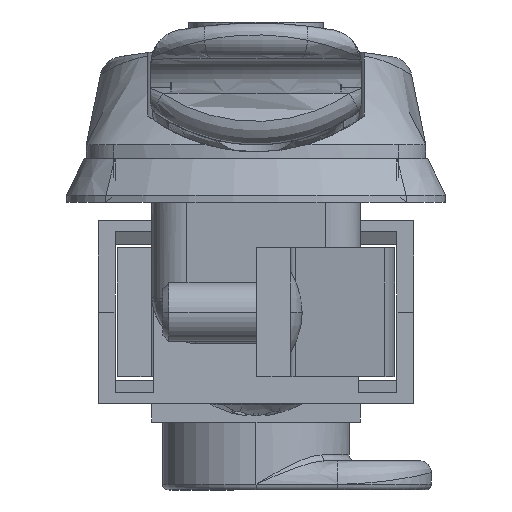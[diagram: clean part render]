
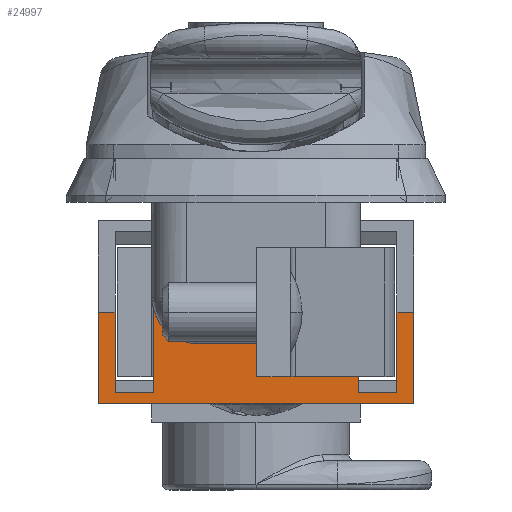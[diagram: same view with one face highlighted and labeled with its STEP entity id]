
A CAD part, front view. The second image highlights one B-rep face of the part: STEP entity #24997.
In plain terms, the highlighted planar face has unit normal (0, -1, 0).
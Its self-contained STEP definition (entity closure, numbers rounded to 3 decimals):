
#725 = DIRECTION ( 'NONE',  ( 0., 0., -1. ) ) ;
#1101 = DIRECTION ( 'NONE',  ( 1., 0., 0. ) ) ;
#1646 = EDGE_CURVE ( 'NONE', #26865, #31721, #20831, .T. ) ;
#2465 = VECTOR ( 'NONE', #15045, 1000. ) ;
#3020 = VECTOR ( 'NONE', #18885, 1000. ) ;
#3166 = EDGE_CURVE ( 'NONE', #31721, #6816, #21656, .T. ) ;
#3648 = DIRECTION ( 'NONE',  ( -1., 0., 0. ) ) ;
#3985 = CARTESIAN_POINT ( 'NONE',  ( -13.5, -46.5, 7.8 ) ) ;
#4006 = VECTOR ( 'NONE', #24110, 1000. ) ;
#4398 = CARTESIAN_POINT ( 'NONE',  ( -12.05, -46.5, 6.9 ) ) ;
#6040 = DIRECTION ( 'NONE',  ( 0., 0., -1. ) ) ;
#6816 = VERTEX_POINT ( 'NONE', #23914 ) ;
#6945 = CARTESIAN_POINT ( 'NONE',  ( 12.05, -46.5, 6.9 ) ) ;
#7288 = LINE ( 'NONE', #3985, #21234 ) ;
#7340 = ORIENTED_EDGE ( 'NONE', *, *, #10697, .T. ) ;
#7673 = ORIENTED_EDGE ( 'NONE', *, *, #3166, .T. ) ;
#8212 = VECTOR ( 'NONE', #1101, 1000. ) ;
#8391 = EDGE_CURVE ( 'NONE', #8786, #26865, #14272, .T. ) ;
#8611 = VECTOR ( 'NONE', #6040, 1000. ) ;
#8786 = VERTEX_POINT ( 'NONE', #17371 ) ;
#8976 = DIRECTION ( 'NONE',  ( 1., 0., 0. ) ) ;
#9351 = CARTESIAN_POINT ( 'NONE',  ( 8.75, -46.5, 0. ) ) ;
#9657 = ORIENTED_EDGE ( 'NONE', *, *, #16195, .F. ) ;
#9772 = VERTEX_POINT ( 'NONE', #15136 ) ;
#10265 = LINE ( 'NONE', #6945, #23209 ) ;
#10654 = ORIENTED_EDGE ( 'NONE', *, *, #25378, .F. ) ;
#10697 = EDGE_CURVE ( 'NONE', #26412, #28004, #25927, .T. ) ;
#12297 = CARTESIAN_POINT ( 'NONE',  ( -13.5, -46.5, 7.8 ) ) ;
#12371 = VERTEX_POINT ( 'NONE', #17871 ) ;
#12560 = VERTEX_POINT ( 'NONE', #16496 ) ;
#12663 = LINE ( 'NONE', #9351, #8611 ) ;
#13228 = ORIENTED_EDGE ( 'NONE', *, *, #22749, .T. ) ;
#13476 = DIRECTION ( 'NONE',  ( 0., 0., 1. ) ) ;
#13682 = ORIENTED_EDGE ( 'NONE', *, *, #26763, .F. ) ;
#13725 = CARTESIAN_POINT ( 'NONE',  ( -8.75, -46.5, 6.9 ) ) ;
#14208 = DIRECTION ( 'NONE',  ( 0., 0., -1. ) ) ;
#14272 = LINE ( 'NONE', #4398, #8212 ) ;
#14685 = CARTESIAN_POINT ( 'NONE',  ( -13.5, -46.5, 7.8 ) ) ;
#14820 = DIRECTION ( 'NONE',  ( 0., 0., -1. ) ) ;
#15045 = DIRECTION ( 'NONE',  ( 1., 0., 0. ) ) ;
#15136 = CARTESIAN_POINT ( 'NONE',  ( 13.5, -46.5, 7.8 ) ) ;
#15209 = FACE_OUTER_BOUND ( 'NONE', #26425, .T. ) ;
#15579 = LINE ( 'NONE', #12297, #16720 ) ;
#15786 = ORIENTED_EDGE ( 'NONE', *, *, #8391, .T. ) ;
#16195 = EDGE_CURVE ( 'NONE', #21632, #9772, #15579, .T. ) ;
#16372 = EDGE_CURVE ( 'NONE', #12371, #6816, #12663, .T. ) ;
#16496 = CARTESIAN_POINT ( 'NONE',  ( -13.5, -46.5, 0. ) ) ;
#16720 = VECTOR ( 'NONE', #8976, 1000. ) ;
#16779 = DIRECTION ( 'NONE',  ( 0., 1., 0. ) ) ;
#16882 = AXIS2_PLACEMENT_3D ( 'NONE', #20097, #16779, #13476 ) ;
#17097 = VECTOR ( 'NONE', #14820, 1000. ) ;
#17371 = CARTESIAN_POINT ( 'NONE',  ( -12.05, -46.5, 6.9 ) ) ;
#17528 = CARTESIAN_POINT ( 'NONE',  ( -8.75, -46.5, 0. ) ) ;
#17752 = CARTESIAN_POINT ( 'NONE',  ( -12.05, -46.5, 0. ) ) ;
#17871 = CARTESIAN_POINT ( 'NONE',  ( 8.75, -46.5, 6.9 ) ) ;
#18118 = CARTESIAN_POINT ( 'NONE',  ( -12.05, -46.5, 0. ) ) ;
#18334 = CARTESIAN_POINT ( 'NONE',  ( -13.5, -46.5, 0. ) ) ;
#18414 = ORIENTED_EDGE ( 'NONE', *, *, #16372, .F. ) ;
#18885 = DIRECTION ( 'NONE',  ( 1., 0., 0. ) ) ;
#19345 = DIRECTION ( 'NONE',  ( 0., 0., -1. ) ) ;
#19518 = ORIENTED_EDGE ( 'NONE', *, *, #27245, .T. ) ;
#20097 = CARTESIAN_POINT ( 'NONE',  ( -13.5, -46.5, 7.8 ) ) ;
#20831 = LINE ( 'NONE', #17528, #28402 ) ;
#21234 = VECTOR ( 'NONE', #725, 1000. ) ;
#21429 = LINE ( 'NONE', #18118, #17097 ) ;
#21542 = ORIENTED_EDGE ( 'NONE', *, *, #24340, .T. ) ;
#21632 = VERTEX_POINT ( 'NONE', #14685 ) ;
#21656 = LINE ( 'NONE', #18334, #2465 ) ;
#21871 = DIRECTION ( 'NONE',  ( 1., 0., 0. ) ) ;
#21945 = ORIENTED_EDGE ( 'NONE', *, *, #25231, .F. ) ;
#22206 = CARTESIAN_POINT ( 'NONE',  ( -13.5, -46.5, 0. ) ) ;
#22644 = CARTESIAN_POINT ( 'NONE',  ( 12.05, -46.5, 0. ) ) ;
#22749 = EDGE_CURVE ( 'NONE', #28004, #29301, #25484, .T. ) ;
#23209 = VECTOR ( 'NONE', #3648, 1000. ) ;
#23364 = PLANE ( 'NONE',  #16882 ) ;
#23914 = CARTESIAN_POINT ( 'NONE',  ( 8.75, -46.5, 0. ) ) ;
#24110 = DIRECTION ( 'NONE',  ( 0., 0., -1. ) ) ;
#24340 = EDGE_CURVE ( 'NONE', #21632, #12560, #7288, .T. ) ;
#24468 = VECTOR ( 'NONE', #21871, 1000. ) ;
#24509 = ORIENTED_EDGE ( 'NONE', *, *, #1646, .T. ) ;
#24997 = ADVANCED_FACE ( 'NONE', ( #15209 ), #23364, .F. ) ;
#25092 = VECTOR ( 'NONE', #19345, 1000. ) ;
#25151 = CARTESIAN_POINT ( 'NONE',  ( -13.5, -46.5, 0. ) ) ;
#25231 = EDGE_CURVE ( 'NONE', #8786, #28417, #21429, .T. ) ;
#25378 = EDGE_CURVE ( 'NONE', #9772, #29301, #30736, .T. ) ;
#25484 = LINE ( 'NONE', #22206, #3020 ) ;
#25927 = LINE ( 'NONE', #22644, #25092 ) ;
#26114 = CARTESIAN_POINT ( 'NONE',  ( -8.75, -46.5, 0. ) ) ;
#26206 = CARTESIAN_POINT ( 'NONE',  ( 13.5, -46.5, 0. ) ) ;
#26412 = VERTEX_POINT ( 'NONE', #28528 ) ;
#26425 = EDGE_LOOP ( 'NONE', ( #21945, #15786, #24509, #7673, #18414, #13682, #7340, #13228, #10654, #9657, #21542, #19518 ) ) ;
#26763 = EDGE_CURVE ( 'NONE', #26412, #12371, #10265, .T. ) ;
#26865 = VERTEX_POINT ( 'NONE', #13725 ) ;
#27245 = EDGE_CURVE ( 'NONE', #12560, #28417, #28469, .T. ) ;
#27444 = CARTESIAN_POINT ( 'NONE',  ( 13.5, -46.5, 7.8 ) ) ;
#28004 = VERTEX_POINT ( 'NONE', #30406 ) ;
#28402 = VECTOR ( 'NONE', #14208, 1000. ) ;
#28417 = VERTEX_POINT ( 'NONE', #17752 ) ;
#28469 = LINE ( 'NONE', #25151, #24468 ) ;
#28528 = CARTESIAN_POINT ( 'NONE',  ( 12.05, -46.5, 6.9 ) ) ;
#29301 = VERTEX_POINT ( 'NONE', #26206 ) ;
#30406 = CARTESIAN_POINT ( 'NONE',  ( 12.05, -46.5, 0. ) ) ;
#30736 = LINE ( 'NONE', #27444, #4006 ) ;
#31721 = VERTEX_POINT ( 'NONE', #26114 ) ;
